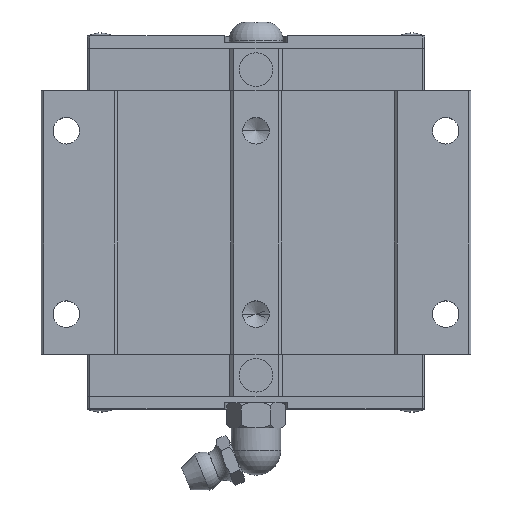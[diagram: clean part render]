
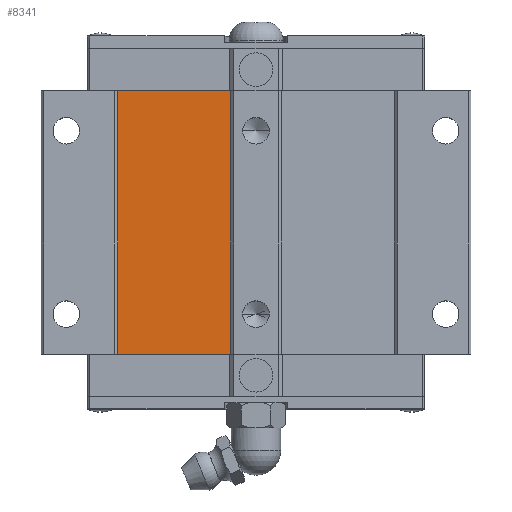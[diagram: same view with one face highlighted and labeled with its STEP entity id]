
A CAD part, top view. The second image highlights one B-rep face of the part: STEP entity #8341.
In plain terms, the highlighted planar face has unit normal (0, 0, 1).
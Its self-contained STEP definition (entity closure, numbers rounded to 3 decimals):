
#5851=VERTEX_POINT('',#13373);
#6727=VERTEX_POINT('',#14330);
#7539=EDGE_CURVE('',#6727,#7749,#15229,.T.);
#7749=VERTEX_POINT('',#15454);
#8341=ADVANCED_FACE('',(#16106),#16107,.F.);
#8801=EDGE_CURVE('',#5851,#10583,#16613,.T.);
#9657=EDGE_CURVE('',#5851,#7749,#17551,.T.);
#10061=EDGE_CURVE('',#6727,#10583,#17987,.T.);
#10583=VERTEX_POINT('',#18565);
#13373=CARTESIAN_POINT('',(-21.875,50.35,20.5));
#14330=CARTESIAN_POINT('',(-4.0,8.65,20.5));
#15229=LINE('',#25430,#25431);
#15454=CARTESIAN_POINT('',(-4.0,50.35,20.5));
#16106=FACE_OUTER_BOUND('',#26720,.T.);
#16107=PLANE('',#26721);
#16613=LINE('',#27480,#27481);
#17551=LINE('',#28994,#28995);
#17987=LINE('',#29681,#29682);
#18565=CARTESIAN_POINT('',(-21.875,8.65,20.5));
#25430=CARTESIAN_POINT('',(-4.0,60.775,20.5));
#25431=VECTOR('',#35752,1.0);
#26720=EDGE_LOOP('',(#36701,#36702,#36703,#36704));
#26721=AXIS2_PLACEMENT_3D('',#36705,#36706,#36707);
#27480=CARTESIAN_POINT('',(-21.875,71.2,20.5));
#27481=VECTOR('',#37248,1.0);
#28994=CARTESIAN_POINT('',(10.938,50.35,20.5));
#28995=VECTOR('',#38387,1.0);
#29681=CARTESIAN_POINT('',(10.938,8.65,20.5));
#29682=VECTOR('',#38803,1.0);
#35752=DIRECTION('',(0.0,1.0,0.0));
#36701=ORIENTED_EDGE('',*,*,#7539,.T.);
#36702=ORIENTED_EDGE('',*,*,#9657,.F.);
#36703=ORIENTED_EDGE('',*,*,#8801,.T.);
#36704=ORIENTED_EDGE('',*,*,#10061,.F.);
#36705=CARTESIAN_POINT('',(21.875,71.2,20.5));
#36706=DIRECTION('',(0.0,0.0,-1.0));
#36707=DIRECTION('',(1.0,0.0,0.0));
#37248=DIRECTION('',(0.0,-1.0,0.0));
#38387=DIRECTION('',(1.0,0.0,0.0));
#38803=DIRECTION('',(-1.0,-0.0,-0.0));
